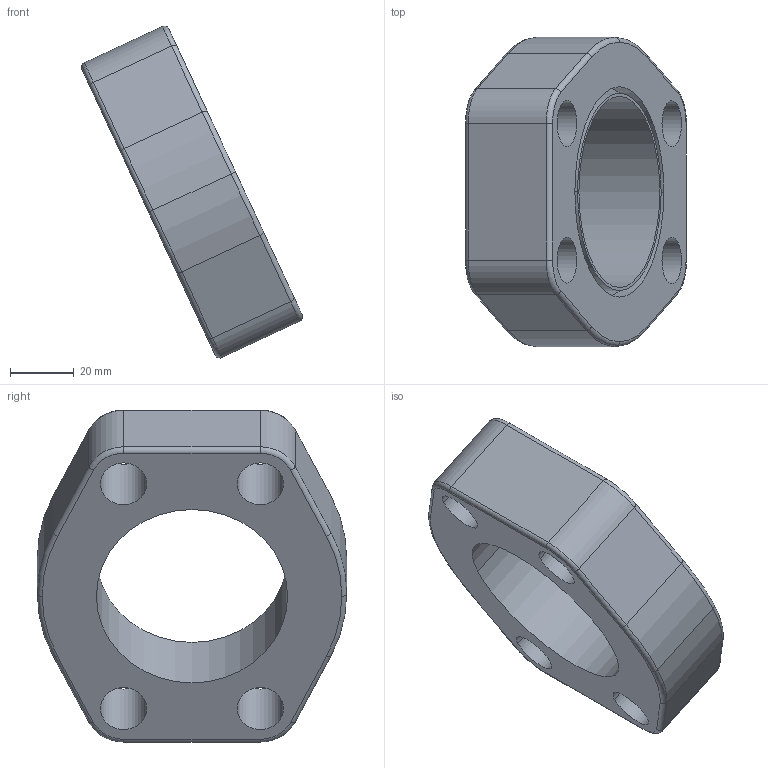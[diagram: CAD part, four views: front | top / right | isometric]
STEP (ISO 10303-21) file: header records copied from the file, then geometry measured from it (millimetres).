
FILE_DESCRIPTION(('CoCreate Modeling STEP Export'),'2;1');
FILE_NAME('A4.stp','2009-01-28T12:21:33',(''),(''),'CoCreate Modeling STEP processor for AP214 (Solid Model)','CoCreate Modeling 17.00P1204 04-Dec-2008 (C) Parametric Technology GmbH','');
FILE_SCHEMA(('AUTOMOTIVE_DESIGN { 1 0 10303 214 1 1 1 1 }'));
Length unit declared in the file: millimetre
Products named in the file (2): 13696.1
Assembly tree (1 placements, depth 2):
  13696.1
    13696.1
Bounding box: 69.3 x 97 x 104.12 mm (x, y, z)
Volume: 141037.8 mm3; surface area: 32166.6 mm2
Topology: 1 solids, 1 shells, 60 faces, 140 edges, 84 vertices
Faces by surface type: cylinder 34, torus 16, plane 10
Entity records: 1618 total; most frequent: DIRECTION 282, ORIENTED_EDGE 280, CARTESIAN_POINT 251, EDGE_CURVE 140, AXIS2_PLACEMENT_3D 115, VERTEX_POINT 84, EDGE_LOOP 72, CIRCLE 66
